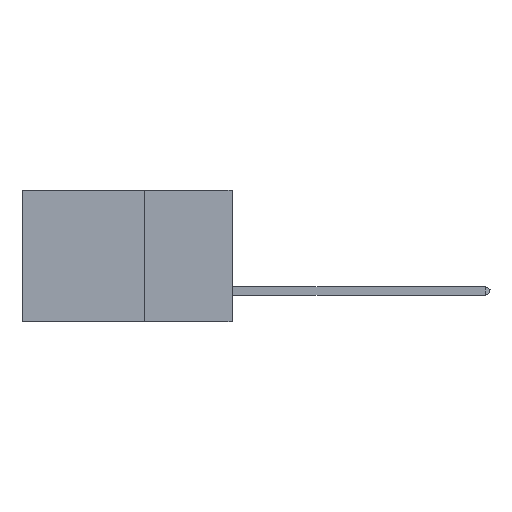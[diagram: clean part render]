
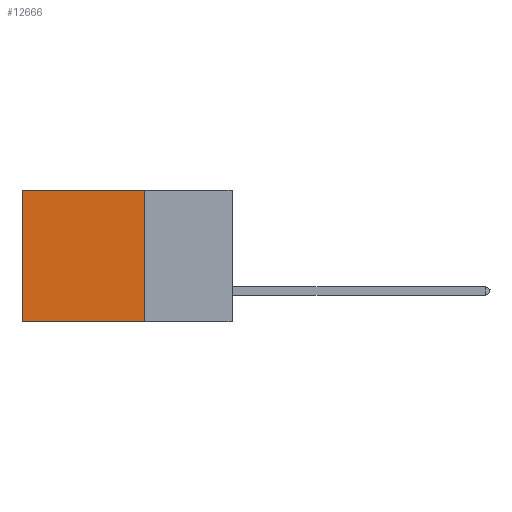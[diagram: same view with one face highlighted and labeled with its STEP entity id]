
A CAD part, left-side view. The second image highlights one B-rep face of the part: STEP entity #12666.
In plain terms, the highlighted planar face has unit normal (-1, 0, 0).
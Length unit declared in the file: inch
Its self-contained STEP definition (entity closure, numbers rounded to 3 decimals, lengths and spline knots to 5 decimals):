
#705 = EDGE_CURVE ( 'NONE', #9035, #11400, #2279, .T. ) ;
#1695 = VERTEX_POINT ( 'NONE', #8506 ) ;
#1752 = VECTOR ( 'NONE', #10421, 39.37008 ) ;
#2279 = LINE ( 'NONE', #11154, #1752 ) ;
#2654 = VECTOR ( 'NONE', #8202, 39.37008 ) ;
#3068 = VECTOR ( 'NONE', #5073, 39.37008 ) ;
#3483 = CARTESIAN_POINT ( 'NONE',  ( 0.2875, 0.6, 0. ) ) ;
#4260 = LINE ( 'NONE', #7136, #2654 ) ;
#4495 = ORIENTED_EDGE ( 'NONE', *, *, #5386, .T. ) ;
#4713 = CARTESIAN_POINT ( 'NONE',  ( 0.2875, 0.6, -0.375 ) ) ;
#4983 = DIRECTION ( 'NONE',  ( 0., 1., 0. ) ) ;
#5073 = DIRECTION ( 'NONE',  ( 0., 1., 0. ) ) ;
#5328 = ORIENTED_EDGE ( 'NONE', *, *, #9270, .F. ) ;
#5386 = EDGE_CURVE ( 'NONE', #1695, #9035, #11198, .T. ) ;
#5842 = ORIENTED_EDGE ( 'NONE', *, *, #9377, .F. ) ;
#6130 = LINE ( 'NONE', #6196, #3068 ) ;
#6196 = CARTESIAN_POINT ( 'NONE',  ( 0.2875, 0.25, -0.375 ) ) ;
#6393 = CARTESIAN_POINT ( 'NONE',  ( 0.2875, 0.25, -0.375 ) ) ;
#6459 = PLANE ( 'NONE',  #8450 ) ;
#6601 = FACE_OUTER_BOUND ( 'NONE', #8928, .T. ) ;
#7136 = CARTESIAN_POINT ( 'NONE',  ( 0.2875, 0.25, -0.375 ) ) ;
#8114 = CARTESIAN_POINT ( 'NONE',  ( 0.2875, 0.25, 0. ) ) ;
#8202 = DIRECTION ( 'NONE',  ( 0., 0., -1. ) ) ;
#8450 = AXIS2_PLACEMENT_3D ( 'NONE', #6393, #12549, #9554 ) ;
#8506 = CARTESIAN_POINT ( 'NONE',  ( 0.2875, 0.25, 0. ) ) ;
#8547 = VERTEX_POINT ( 'NONE', #9127 ) ;
#8928 = EDGE_LOOP ( 'NONE', ( #11351, #5328, #5842, #4495 ) ) ;
#9035 = VERTEX_POINT ( 'NONE', #3483 ) ;
#9127 = CARTESIAN_POINT ( 'NONE',  ( 0.2875, 0.25, -0.375 ) ) ;
#9270 = EDGE_CURVE ( 'NONE', #8547, #11400, #6130, .T. ) ;
#9377 = EDGE_CURVE ( 'NONE', #1695, #8547, #4260, .T. ) ;
#9554 = DIRECTION ( 'NONE',  ( 0., 0., -1. ) ) ;
#9679 = VECTOR ( 'NONE', #4983, 39.37008 ) ;
#10421 = DIRECTION ( 'NONE',  ( 0., 0., -1. ) ) ;
#11154 = CARTESIAN_POINT ( 'NONE',  ( 0.2875, 0.6, -0.375 ) ) ;
#11198 = LINE ( 'NONE', #8114, #9679 ) ;
#11351 = ORIENTED_EDGE ( 'NONE', *, *, #705, .T. ) ;
#11400 = VERTEX_POINT ( 'NONE', #4713 ) ;
#12549 = DIRECTION ( 'NONE',  ( 1., 0., 0. ) ) ;
#12666 = ADVANCED_FACE ( 'NONE', ( #6601 ), #6459, .F. ) ;
